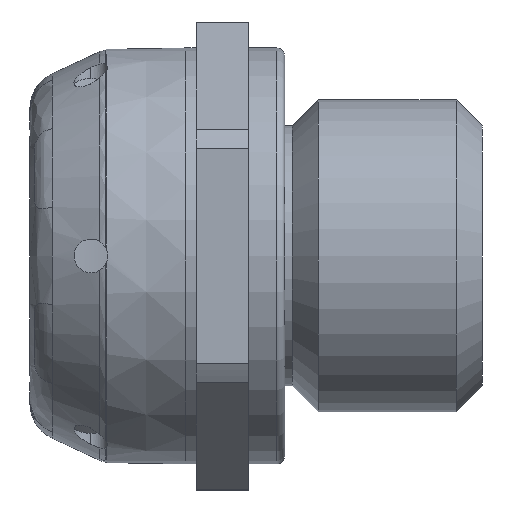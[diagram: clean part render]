
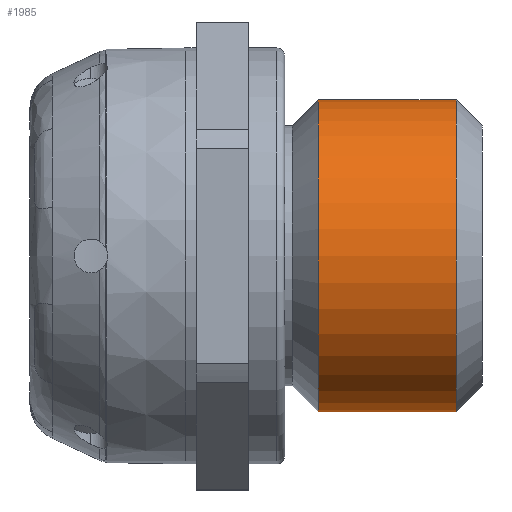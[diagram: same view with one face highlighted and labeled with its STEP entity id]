
A CAD part, left-side view. The second image highlights one B-rep face of the part: STEP entity #1985.
In plain terms, the highlighted cylindrical face has radius 6 mm (diameter 12 mm), a partial arc.
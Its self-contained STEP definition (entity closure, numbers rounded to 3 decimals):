
#293 = CARTESIAN_POINT ( 'NONE',  ( 0., 0., 0. ) ) ;
#294 = DIRECTION ( 'NONE',  ( 0., -1., 0. ) ) ;
#302 = DIRECTION ( 'NONE',  ( 0., 0., -1. ) ) ;
#878 = AXIS2_PLACEMENT_3D ( 'NONE', #1598, #1599, #1600 ) ;
#879 = AXIS2_PLACEMENT_3D ( 'NONE', #1601, #1602, #1603 ) ;
#1568 = CIRCLE ( 'NONE', #878, 6. ) ;
#1569 = CIRCLE ( 'NONE', #879, 6. ) ;
#1598 = CARTESIAN_POINT ( 'NONE',  ( 0., -6.1, 0. ) ) ;
#1599 = DIRECTION ( 'NONE',  ( 0., -1., 0. ) ) ;
#1600 = DIRECTION ( 'NONE',  ( 0., 0., -1. ) ) ;
#1601 = CARTESIAN_POINT ( 'NONE',  ( 0., -11.4, 0. ) ) ;
#1602 = DIRECTION ( 'NONE',  ( 0., -1., 0. ) ) ;
#1603 = DIRECTION ( 'NONE',  ( 0., 0., -1. ) ) ;
#1661 = VERTEX_POINT ( 'NONE', #2050 ) ;
#1664 = VERTEX_POINT ( 'NONE', #2048 ) ;
#1665 = VERTEX_POINT ( 'NONE', #2044 ) ;
#1728 = VERTEX_POINT ( 'NONE', #2119 ) ;
#1985 = ADVANCED_FACE ( 'NONE', ( #3186 ), #3194, .T. ) ;
#2044 = CARTESIAN_POINT ( 'NONE',  ( 0., -11.4, -6. ) ) ;
#2048 = CARTESIAN_POINT ( 'NONE',  ( 0., -6.1, 6. ) ) ;
#2050 = CARTESIAN_POINT ( 'NONE',  ( 0., -6.1, -6. ) ) ;
#2119 = CARTESIAN_POINT ( 'NONE',  ( 0., -11.4, 6. ) ) ;
#2173 = ORIENTED_EDGE ( 'NONE', *, *, #2241, .T. ) ;
#2175 = ORIENTED_EDGE ( 'NONE', *, *, #3512, .F. ) ;
#2178 = ORIENTED_EDGE ( 'NONE', *, *, #2240, .F. ) ;
#2210 = ORIENTED_EDGE ( 'NONE', *, *, #3511, .T. ) ;
#2240 = EDGE_CURVE ( 'NONE', #1664, #1728, #3298, .T. ) ;
#2241 = EDGE_CURVE ( 'NONE', #1661, #1665, #3301, .T. ) ;
#2425 = DIRECTION ( 'NONE',  ( 0., -1., 0. ) ) ;
#2426 = CARTESIAN_POINT ( 'NONE',  ( 0., 0., 6. ) ) ;
#2430 = CARTESIAN_POINT ( 'NONE',  ( 0., 0., -6. ) ) ;
#2432 = DIRECTION ( 'NONE',  ( 0., -1., 0. ) ) ;
#3041 = EDGE_LOOP ( 'NONE', ( #2178, #2210, #2173, #2175 ) ) ;
#3186 = FACE_OUTER_BOUND ( 'NONE', #3041, .T. ) ;
#3194 = CYLINDRICAL_SURFACE ( 'NONE', #3554, 6. ) ;
#3298 = LINE ( 'NONE', #2426, #3302 ) ;
#3301 = LINE ( 'NONE', #2430, #3304 ) ;
#3302 = VECTOR ( 'NONE', #2425, 1000. ) ;
#3304 = VECTOR ( 'NONE', #2432, 1000. ) ;
#3511 = EDGE_CURVE ( 'NONE', #1664, #1661, #1568, .T. ) ;
#3512 = EDGE_CURVE ( 'NONE', #1728, #1665, #1569, .T. ) ;
#3554 = AXIS2_PLACEMENT_3D ( 'NONE', #293, #294, #302 ) ;
